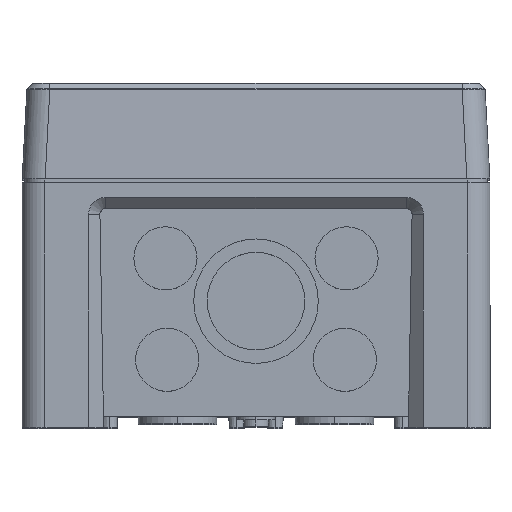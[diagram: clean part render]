
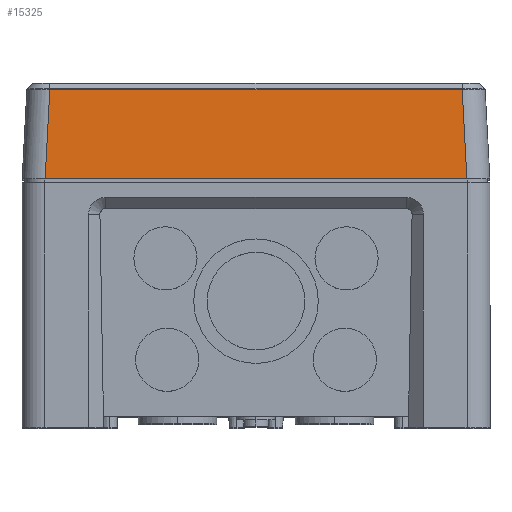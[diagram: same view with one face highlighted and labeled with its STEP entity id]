
A CAD part, top view. The second image highlights one B-rep face of the part: STEP entity #15325.
In plain terms, the highlighted planar face has unit normal (0, 0.052, 0.999).
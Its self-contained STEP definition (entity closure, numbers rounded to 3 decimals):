
#150 = CARTESIAN_POINT ( 'NONE',  ( -61.1, 0., 93.6 ) ) ;
#400 = CARTESIAN_POINT ( 'NONE',  ( -55.056, 1., 93.548 ) ) ;
#508 = CARTESIAN_POINT ( 'NONE',  ( 53.831, 24.378, 92.322 ) ) ;
#1336 = CARTESIAN_POINT ( 'NONE',  ( -61.1, 1., 93.548 ) ) ;
#1787 = PLANE ( 'NONE',  #2182 ) ;
#1809 = CARTESIAN_POINT ( 'NONE',  ( -55.125, -0.312, 93.616 ) ) ;
#2025 = LINE ( 'NONE', #11420, #21545 ) ;
#2182 = AXIS2_PLACEMENT_3D ( 'NONE', #150, #16036, #14166 ) ;
#2978 = DIRECTION ( 'NONE',  ( -1., 0., 0. ) ) ;
#5365 = ORIENTED_EDGE ( 'NONE', *, *, #10664, .T. ) ;
#5433 = VERTEX_POINT ( 'NONE', #508 ) ;
#5456 = FACE_OUTER_BOUND ( 'NONE', #21437, .T. ) ;
#5882 = VECTOR ( 'NONE', #10388, 1000. ) ;
#6474 = VERTEX_POINT ( 'NONE', #12162 ) ;
#7369 = VECTOR ( 'NONE', #2978, 1000. ) ;
#8745 = EDGE_CURVE ( 'NONE', #5433, #6474, #21596, .T. ) ;
#10388 = DIRECTION ( 'NONE',  ( -1., 0., 0. ) ) ;
#10488 = CARTESIAN_POINT ( 'NONE',  ( -53.824, 24.378, 92.322 ) ) ;
#10664 = EDGE_CURVE ( 'NONE', #11904, #5433, #2025, .T. ) ;
#11420 = CARTESIAN_POINT ( 'NONE',  ( 54.791, 6.057, 93.283 ) ) ;
#11904 = VERTEX_POINT ( 'NONE', #23450 ) ;
#12162 = CARTESIAN_POINT ( 'NONE',  ( -53.831, 24.378, 92.322 ) ) ;
#14166 = DIRECTION ( 'NONE',  ( 0., -0.999, 0.052 ) ) ;
#15246 = DIRECTION ( 'NONE',  ( -0.052, -0.997, 0.052 ) ) ;
#15325 = ADVANCED_FACE ( 'NONE', ( #5456 ), #1787, .T. ) ;
#15700 = ORIENTED_EDGE ( 'NONE', *, *, #22750, .T. ) ;
#16036 = DIRECTION ( 'NONE',  ( 0., 0.052, 0.999 ) ) ;
#16884 = EDGE_CURVE ( 'NONE', #11904, #22105, #24252, .T. ) ;
#18072 = ORIENTED_EDGE ( 'NONE', *, *, #8745, .T. ) ;
#18939 = LINE ( 'NONE', #1809, #21418 ) ;
#19029 = DIRECTION ( 'NONE',  ( -0.052, 0.997, -0.052 ) ) ;
#21418 = VECTOR ( 'NONE', #15246, 1000. ) ;
#21437 = EDGE_LOOP ( 'NONE', ( #5365, #18072, #15700, #24125 ) ) ;
#21545 = VECTOR ( 'NONE', #19029, 1000. ) ;
#21596 = LINE ( 'NONE', #10488, #7369 ) ;
#22105 = VERTEX_POINT ( 'NONE', #400 ) ;
#22750 = EDGE_CURVE ( 'NONE', #6474, #22105, #18939, .T. ) ;
#23450 = CARTESIAN_POINT ( 'NONE',  ( 55.056, 1., 93.548 ) ) ;
#24125 = ORIENTED_EDGE ( 'NONE', *, *, #16884, .F. ) ;
#24252 = LINE ( 'NONE', #1336, #5882 ) ;
